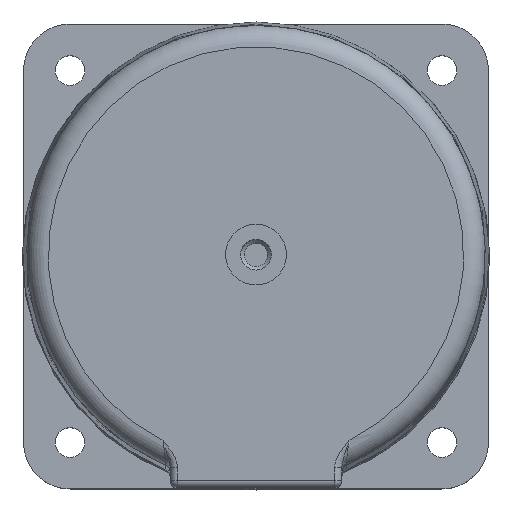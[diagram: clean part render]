
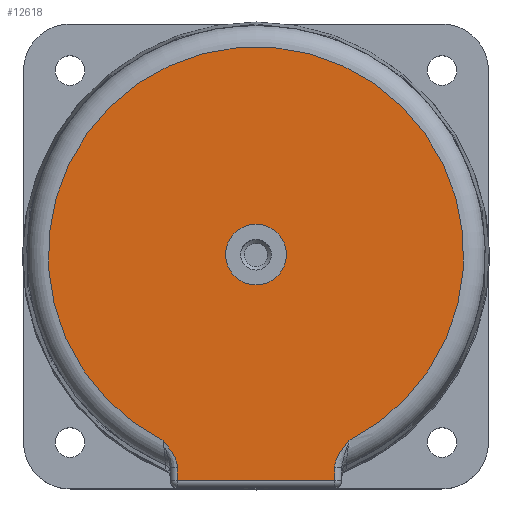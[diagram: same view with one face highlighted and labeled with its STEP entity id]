
A CAD part, top view. The second image highlights one B-rep face of the part: STEP entity #12618.
In plain terms, the highlighted face is planar.
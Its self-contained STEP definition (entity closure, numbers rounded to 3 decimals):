
#12150=CARTESIAN_POINT('',(29.804,-10.5,0.));
#12151=VERTEX_POINT('',#12150);
#12159=CARTESIAN_POINT('',(31.576,-10.5,0.));
#12160=VERTEX_POINT('',#12159);
#12161=CARTESIAN_POINT('',(29.804,-10.5,0.));
#12162=DIRECTION('',(1.0,0.0,0.0));
#12163=VECTOR('',#12162,1.772);
#12164=LINE('',#12161,#12163);
#12165=EDGE_CURVE('',#12151,#12160,#12164,.T.);
#12227=CARTESIAN_POINT('',(25.981,-12.5,0.));
#12228=VERTEX_POINT('',#12227);
#12240=CARTESIAN_POINT('',(25.981,-12.5,0.));
#12241=CARTESIAN_POINT('',(25.983,-12.498,0.));
#12242=CARTESIAN_POINT('',(25.986,-12.496,0.));
#12243=CARTESIAN_POINT('',(26.441,-12.125,0.));
#12244=CARTESIAN_POINT('',(27.12,-11.562,0.));
#12245=CARTESIAN_POINT('',(28.36,-10.779,0.));
#12246=CARTESIAN_POINT('',(29.22,-10.5,0.));
#12247=CARTESIAN_POINT('',(29.804,-10.5,0.));
#12248=B_SPLINE_CURVE_WITH_KNOTS('',3,(#12240,#12241,#12242,#12243,#12244,#12245,#12246,#12247),.UNSPECIFIED.,.F.,.U.,(4,2,1,1,4),(-0.001,0.0,0.175,0.263,0.438),.UNSPECIFIED.);
#12249=EDGE_CURVE('',#12228,#12151,#12248,.T.);
#12266=CARTESIAN_POINT('',(31.576,11.5,0.));
#12267=VERTEX_POINT('',#12266);
#12268=CARTESIAN_POINT('',(31.576,-10.5,0.));
#12269=DIRECTION('',(0.0,1.0,0.0));
#12270=VECTOR('',#12269,22.0);
#12271=LINE('',#12268,#12270);
#12272=EDGE_CURVE('',#12160,#12267,#12271,.T.);
#12307=CARTESIAN_POINT('',(29.804,11.5,0.));
#12308=VERTEX_POINT('',#12307);
#12333=CARTESIAN_POINT('',(31.576,11.5,0.));
#12334=DIRECTION('',(-1.0,0.0,0.0));
#12335=VECTOR('',#12334,1.772);
#12336=LINE('',#12333,#12335);
#12337=EDGE_CURVE('',#12267,#12308,#12336,.T.);
#12383=CARTESIAN_POINT('',(25.981,13.5,0.));
#12384=VERTEX_POINT('',#12383);
#12385=CARTESIAN_POINT('',(29.804,11.5,0.));
#12386=CARTESIAN_POINT('',(29.22,11.5,0.));
#12387=CARTESIAN_POINT('',(28.36,11.779,0.));
#12388=CARTESIAN_POINT('',(27.12,12.562,0.));
#12389=CARTESIAN_POINT('',(26.441,13.125,0.));
#12390=CARTESIAN_POINT('',(25.986,13.496,0.));
#12391=CARTESIAN_POINT('',(25.983,13.498,0.));
#12392=CARTESIAN_POINT('',(25.981,13.5,0.));
#12393=B_SPLINE_CURVE_WITH_KNOTS('',3,(#12385,#12386,#12387,#12388,#12389,#12390,#12391,#12392),.UNSPECIFIED.,.F.,.U.,(4,1,1,2,4),(0.0,0.175,0.263,0.438,0.439),.UNSPECIFIED.);
#12394=EDGE_CURVE('',#12308,#12384,#12393,.T.);
#12588=CARTESIAN_POINT('',(0.0,17.125,0.));
#12589=DIRECTION('',(0.0,0.0,-1.0));
#12590=DIRECTION('',(-1.0,0.0,0.0));
#12591=AXIS2_PLACEMENT_3D('',#12588,#12589,#12590);
#12592=PLANE('',#12591);
#12593=ORIENTED_EDGE('',*,*,#12249,.F.);
#12594=CARTESIAN_POINT('',(0.0,0.5,0.));
#12595=DIRECTION('',(0.0,0.0,-1.0));
#12596=DIRECTION('',(0.0,1.0,0.0));
#12597=AXIS2_PLACEMENT_3D('',#12594,#12595,#12596);
#12598=CIRCLE('',#12597,29.052);
#12599=EDGE_CURVE('',#12228,#12384,#12598,.T.);
#12600=ORIENTED_EDGE('',*,*,#12599,.T.);
#12601=ORIENTED_EDGE('',*,*,#12394,.F.);
#12602=ORIENTED_EDGE('',*,*,#12337,.F.);
#12603=ORIENTED_EDGE('',*,*,#12272,.F.);
#12604=ORIENTED_EDGE('',*,*,#12165,.F.);
#12605=EDGE_LOOP('',(#12593,#12600,#12601,#12602,#12603,#12604));
#12606=FACE_OUTER_BOUND('',#12605,.T.);
#12607=CARTESIAN_POINT('',(0.0,4.75,0.));
#12608=VERTEX_POINT('',#12607);
#12609=CARTESIAN_POINT('',(0.0,0.5,0.));
#12610=DIRECTION('',(0.0,0.0,-1.0));
#12611=DIRECTION('',(0.0,1.0,0.0));
#12612=AXIS2_PLACEMENT_3D('',#12609,#12610,#12611);
#12613=CIRCLE('',#12612,4.25);
#12614=EDGE_CURVE('',#12608,#12608,#12613,.T.);
#12615=ORIENTED_EDGE('',*,*,#12614,.F.);
#12616=EDGE_LOOP('',(#12615));
#12617=FACE_BOUND('',#12616,.T.);
#12618=ADVANCED_FACE('',(#12606,#12617),#12592,.T.);
